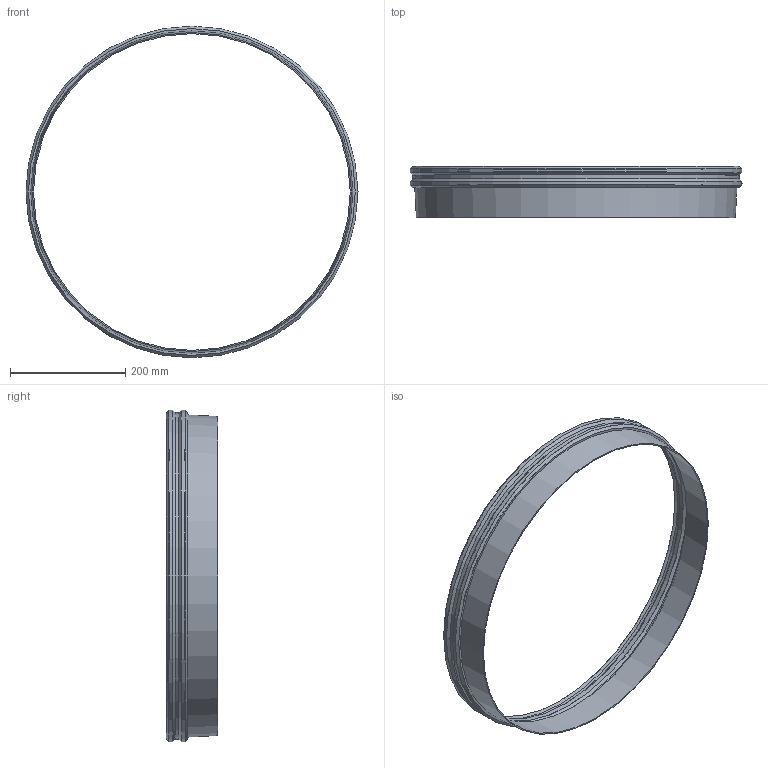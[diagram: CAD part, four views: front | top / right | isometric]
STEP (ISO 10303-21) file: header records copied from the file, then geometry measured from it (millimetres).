
FILE_DESCRIPTION(/* description */ ('2mm 304L Stainless Steel sheet'),/* implementation_level */ '2;1');
FILE_NAME(/* name */ '18-198.stp',/* time_stamp */ '2018-11-07T10:58:06+13:00',/* author */ ('Brian'),/* organization */ ('BFM® Global Ltd'),/* preprocessor_version */ 'ST-DEVELOPER v17.2',/* originating_system */ 'Autodesk Inventor 2019',/* authorisation */ 'BFM Global Ltd');
FILE_SCHEMA (('AUTOMOTIVE_DESIGN { 1 0 10303 214 3 1 1 }'));
Length unit declared in the file: millimetre
Products named in the file (1): 18-198
Bounding box: 576.5 x 88.98 x 576 mm (x, y, z)
Volume: 351270.1 mm3; surface area: 358388.7 mm2
Topology: 1 solids, 1 shells, 250 faces, 679 edges, 454 vertices
Faces by surface type: plane 127, bspline 82, cylinder 29, cone 12
Full cylindrical faces by diameter (mm): 563.5 x1, 567.5 x1, 572 x2, 576 x2
Entity records: 9945 total; most frequent: CARTESIAN_POINT 3958, ORIENTED_EDGE 1358, DIRECTION 1021, EDGE_CURVE 679, VERTEX_POINT 454, LINE 347, VECTOR 347, AXIS2_PLACEMENT_3D 337
